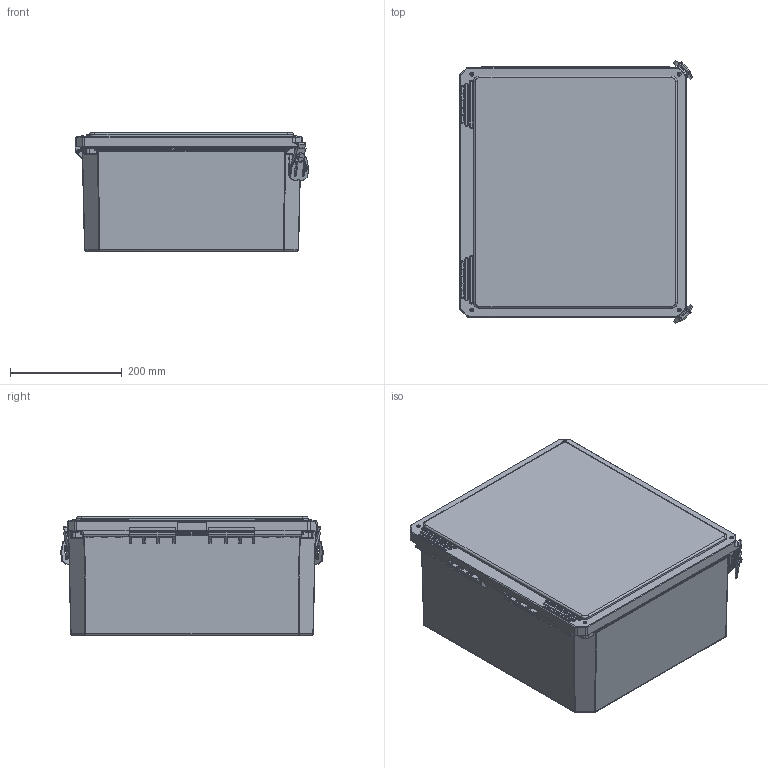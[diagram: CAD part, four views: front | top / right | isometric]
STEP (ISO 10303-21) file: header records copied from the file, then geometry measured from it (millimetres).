
FILE_DESCRIPTION(/* description */ (''),/* implementation_level */ '2;1');
FILE_NAME(/* name */ 'HW-161408CHTL.stp',/* time_stamp */ '2016-08-29T10:11:25-05:00',/* author */ ('lieb_t'),/* organization */ (''),/* preprocessor_version */ 'ST-DEVELOPER v16.5',/* originating_system */ 'Autodesk Inventor 2017',/* authorisation */ '');
FILE_SCHEMA (('CONFIG_CONTROL_DESIGN'));
Products named in the file (16): HW-161408CHTL; DS161408BOX; BRASS INSERT-(; BRASS INSERT-(_1; BRASS INSERT-(_2; DS161408CVR; GA1614; BRASS INSERT-(_3; LOCKWT; part2; AT40007; part1; hinge; part3; RMHINGAT40006-04; DS COVER  BUSH
Assembly tree (32 placements, depth 3):
  HW-161408CHTL
    DS161408BOX
    BRASS INSERT-(  x4
    BRASS INSERT-(_1  x4
    BRASS INSERT-(_2  x4
    DS161408CVR
    GA1614
    BRASS INSERT-(_3  x4
    LOCKWT  x2
      part2
      AT40007
      part1
      hinge
      part3
    RMHINGAT40006-04  x2
    DS COVER  BUSH  x4
Bounding box: 416.66 x 469.15 x 211.87 mm (x, y, z)
Volume: 3033130.1 mm3; surface area: 1453206.6 mm2
Topology: 35 solids, 35 shells, 2347 faces, 5789 edges, 3442 vertices
Faces by surface type: cylinder 920, plane 811, bspline 341, torus 189, cone 48, sphere 38
Full cylindrical faces by diameter (mm): 1.267 x4, 1.27 x2, 2.489 x4, 3.429 x4, 3.48 x4, 3.81 x4, 3.861 x8, 3.962 x16, 5.08 x4, 5.3 x4, 5.563 x2, 5.766 x2, 6.248 x16, 6.401 x4, 6.426 x4, 7.938 x2, 9.22 x2, 11.049 x2, 15.24 x2
Entity records: 79519 total; most frequent: CARTESIAN_POINT 30326, DIRECTION 10493, ORIENTED_EDGE 10012, EDGE_CURVE 5004, AXIS2_PLACEMENT_3D 4021, VERTEX_POINT 3037, LINE 2451, VECTOR 2451
